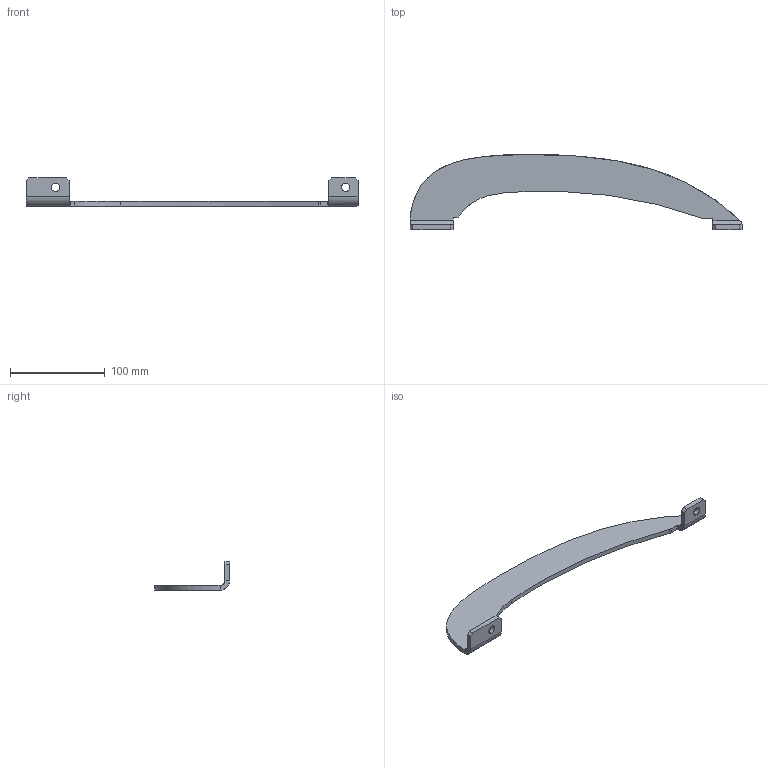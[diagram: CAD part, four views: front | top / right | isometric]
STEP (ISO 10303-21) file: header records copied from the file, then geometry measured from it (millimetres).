
FILE_DESCRIPTION (( 'STEP AP214' ), '1' );
FILE_NAME ('01.02.03.26028-A-X40 机身外置压浪板右.STEP', '2025-08-09T08:00:35', ( '' ), ( '' ), 'SwSTEP 2.0', 'SolidWorks 2021', '' );
FILE_SCHEMA (( 'AUTOMOTIVE_DESIGN' ));
Length unit declared in the file: millimetre
Products named in the file (1): 01.02.03.26028-A-X40 机身外置压浪板右
Bounding box: 351.34 x 79.48 x 30 mm (x, y, z)
Volume: 76037.1 mm3; surface area: 35040.3 mm2
Topology: 1 solids, 1 shells, 39 faces, 99 edges, 62 vertices
Faces by surface type: plane 23, cylinder 13, bspline 3
Entity records: 1990 total; most frequent: CARTESIAN_POINT 1021, ORIENTED_EDGE 198, DIRECTION 185, EDGE_CURVE 99, VECTOR 63, LINE 63, VERTEX_POINT 62, AXIS2_PLACEMENT_3D 61
